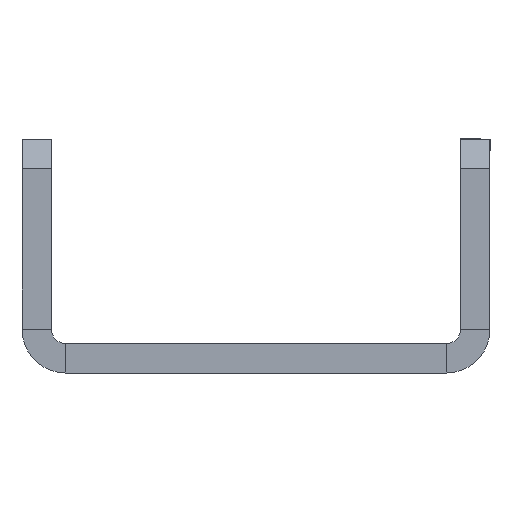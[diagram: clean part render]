
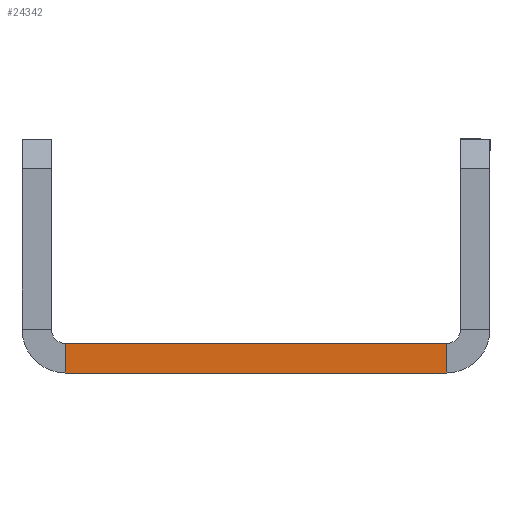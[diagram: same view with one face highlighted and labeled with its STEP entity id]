
A CAD part, left-side view. The second image highlights one B-rep face of the part: STEP entity #24342.
In plain terms, the highlighted planar face has unit normal (-1, 0, 0).
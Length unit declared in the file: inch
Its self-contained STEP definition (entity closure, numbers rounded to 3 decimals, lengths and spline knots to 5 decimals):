
#9 = CARTESIAN_POINT ( 'NONE',  ( 0., 2., 0. ) ) ;
#14 = CARTESIAN_POINT ( 'NONE',  ( 0., 1.813, 0.125 ) ) ;
#16 = CARTESIAN_POINT ( 'NONE',  ( 0., 2., 0.125 ) ) ;
#17 = DIRECTION ( 'NONE',  ( 0., -1., 0. ) ) ;
#18 = CARTESIAN_POINT ( 'NONE',  ( 0., 0.187, 0.125 ) ) ;
#19 = DIRECTION ( 'NONE',  ( 0., 0., -1. ) ) ;
#20 = DIRECTION ( 'NONE',  ( 0., -1., 0. ) ) ;
#22 = DIRECTION ( 'NONE',  ( 0., 0., -1. ) ) ;
#6885 = AXIS2_PLACEMENT_3D ( 'NONE', #26505, #26510, #26511 ) ;
#7461 = VERTEX_POINT ( 'NONE', #14780 ) ;
#8432 = EDGE_LOOP ( 'NONE', ( #17960, #17961, #17962, #17963 ) ) ;
#10463 = LINE ( 'NONE', #9, #10479 ) ;
#10467 = LINE ( 'NONE', #16, #10471 ) ;
#10470 = LINE ( 'NONE', #18, #10475 ) ;
#10471 = VECTOR ( 'NONE', #17, 39.37008 ) ;
#10473 = LINE ( 'NONE', #14, #10481 ) ;
#10475 = VECTOR ( 'NONE', #19, 39.37008 ) ;
#10479 = VECTOR ( 'NONE', #20, 39.37008 ) ;
#10481 = VECTOR ( 'NONE', #22, 39.37008 ) ;
#12884 = EDGE_CURVE ( 'NONE', #22697, #7461, #10467, .T. ) ;
#12885 = EDGE_CURVE ( 'NONE', #7461, #22748, #10470, .T. ) ;
#12886 = EDGE_CURVE ( 'NONE', #22758, #22748, #10463, .T. ) ;
#12887 = EDGE_CURVE ( 'NONE', #22697, #22758, #10473, .T. ) ;
#14212 = FACE_OUTER_BOUND ( 'NONE', #8432, .T. ) ;
#14780 = CARTESIAN_POINT ( 'NONE',  ( 0., 0.187, 0.125 ) ) ;
#17960 = ORIENTED_EDGE ( 'NONE', *, *, #12887, .T. ) ;
#17961 = ORIENTED_EDGE ( 'NONE', *, *, #12886, .T. ) ;
#17962 = ORIENTED_EDGE ( 'NONE', *, *, #12885, .F. ) ;
#17963 = ORIENTED_EDGE ( 'NONE', *, *, #12884, .F. ) ;
#22697 = VERTEX_POINT ( 'NONE', #26278 ) ;
#22748 = VERTEX_POINT ( 'NONE', #26305 ) ;
#22758 = VERTEX_POINT ( 'NONE', #26310 ) ;
#24342 = ADVANCED_FACE ( 'NONE', ( #14212 ), #26507, .F. ) ;
#26278 = CARTESIAN_POINT ( 'NONE',  ( 0., 1.813, 0.125 ) ) ;
#26305 = CARTESIAN_POINT ( 'NONE',  ( 0., 0.187, 0. ) ) ;
#26310 = CARTESIAN_POINT ( 'NONE',  ( 0., 1.813, 0. ) ) ;
#26505 = CARTESIAN_POINT ( 'NONE',  ( 0., 2., 0.125 ) ) ;
#26507 = PLANE ( 'NONE',  #6885 ) ;
#26510 = DIRECTION ( 'NONE',  ( 1., 0., 0. ) ) ;
#26511 = DIRECTION ( 'NONE',  ( 0., 1., 0. ) ) ;
